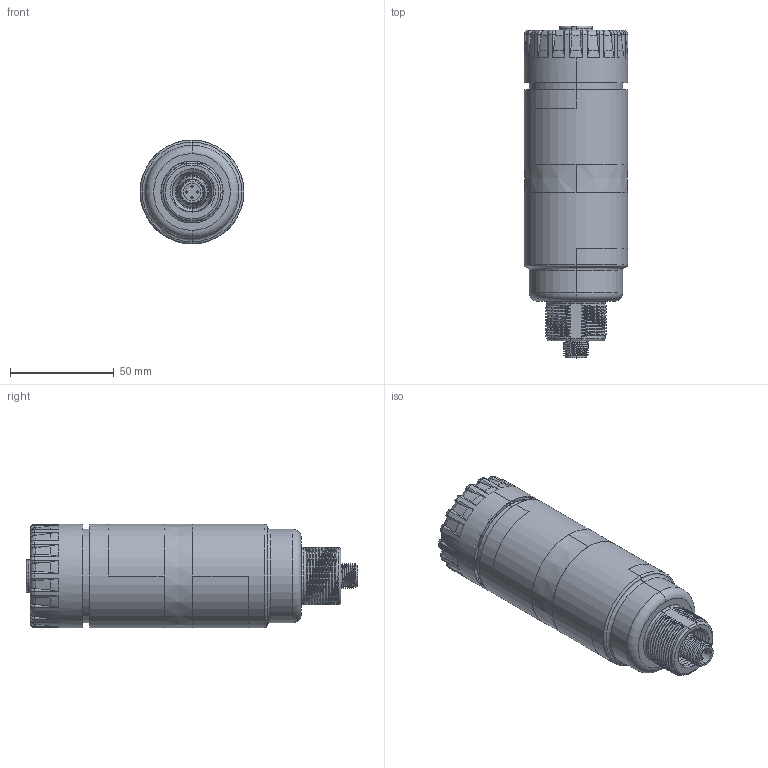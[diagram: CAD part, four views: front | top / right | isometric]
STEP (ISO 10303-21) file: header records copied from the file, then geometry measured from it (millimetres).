
FILE_DESCRIPTION((''),'2;1');
FILE_NAME('145173_SW','2009-02-10T',('banengservice'),('BANNER ENGINEERING'),'PRO/ENGINEER BY PARAMETRIC TECHNOLOGY CORPORATION, 2006170','PRO/ENGINEER BY PARAMETRIC TECHNOLOGY CORPORATION, 2006170','');
FILE_SCHEMA(('CONFIG_CONTROL_DESIGN'));
Products named in the file (1): 145173_SW
Bounding box: 50 x 160 x 50 mm (x, y, z)
Volume: 88348 mm3; surface area: 85416.9 mm2
Topology: 3 solids, 3 shells, 1482 faces, 3821 edges, 2411 vertices
Faces by surface type: cylinder 514, plane 464, torus 210, bspline 194, cone 100
Entity records: 72015 total; most frequent: CARTESIAN_POINT 36782, ORIENTED_EDGE 7638, DIRECTION 7110, EDGE_CURVE 3819, AXIS2_PLACEMENT_3D 2772, VERTEX_POINT 2411, EDGE_LOOP 1578, VECTOR 1566
